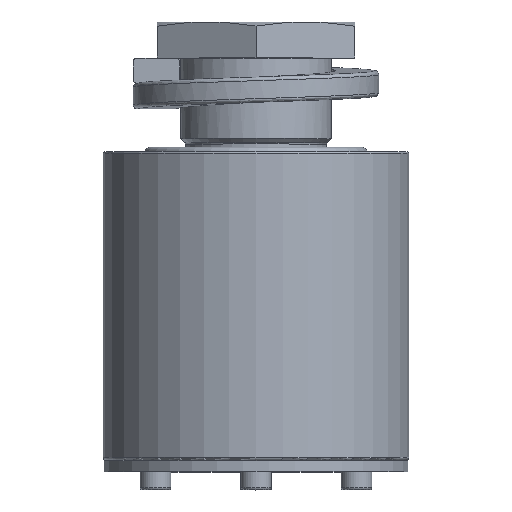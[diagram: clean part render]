
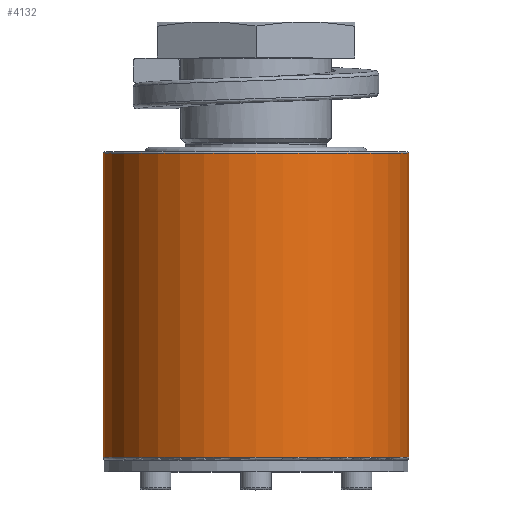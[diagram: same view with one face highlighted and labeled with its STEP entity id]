
A CAD part, top view. The second image highlights one B-rep face of the part: STEP entity #4132.
In plain terms, the highlighted cylindrical face has radius 42.5 mm (diameter 85 mm), a full revolution.
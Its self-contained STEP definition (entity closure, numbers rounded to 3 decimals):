
#84=CIRCLE('',#4428,42.5);
#95=CIRCLE('',#4444,42.5);
#580=FACE_OUTER_BOUND('',#834,.T.);
#834=EDGE_LOOP('',(#2727,#2728,#2729,#2730));
#1109=LINE('',#7302,#1371);
#1371=VECTOR('',#5039,42.5);
#1665=VERTEX_POINT('',#7274);
#1674=VERTEX_POINT('',#7300);
#2054=EDGE_CURVE('',#1665,#1665,#84,.T.);
#2066=EDGE_CURVE('',#1674,#1674,#95,.T.);
#2067=EDGE_CURVE('',#1674,#1665,#1109,.T.);
#2727=ORIENTED_EDGE('',*,*,#2066,.F.);
#2728=ORIENTED_EDGE('',*,*,#2067,.T.);
#2729=ORIENTED_EDGE('',*,*,#2054,.F.);
#2730=ORIENTED_EDGE('',*,*,#2067,.F.);
#3800=CYLINDRICAL_SURFACE('',#4443,42.5);
#4132=ADVANCED_FACE('',(#580),#3800,.T.);
#4428=AXIS2_PLACEMENT_3D('',#7275,#5004,#5005);
#4443=AXIS2_PLACEMENT_3D('',#7299,#5035,#5036);
#4444=AXIS2_PLACEMENT_3D('',#7301,#5037,#5038);
#5004=DIRECTION('center_axis',(0.,-1.,0.));
#5005=DIRECTION('ref_axis',(0.,0.,-1.));
#5035=DIRECTION('center_axis',(0.,1.,0.));
#5036=DIRECTION('ref_axis',(0.,0.,1.));
#5037=DIRECTION('center_axis',(0.,1.,0.));
#5038=DIRECTION('ref_axis',(0.,0.,-1.));
#5039=DIRECTION('',(0.,-1.,0.));
#7274=CARTESIAN_POINT('',(0.,-85.,-42.5));
#7275=CARTESIAN_POINT('Origin',(0.,-85.,0.));
#7299=CARTESIAN_POINT('Origin',(0.,-43.,0.));
#7300=CARTESIAN_POINT('',(0.,-0.5,-42.5));
#7301=CARTESIAN_POINT('Origin',(0.,-0.5,0.));
#7302=CARTESIAN_POINT('',(0.,-43.,-42.5));
